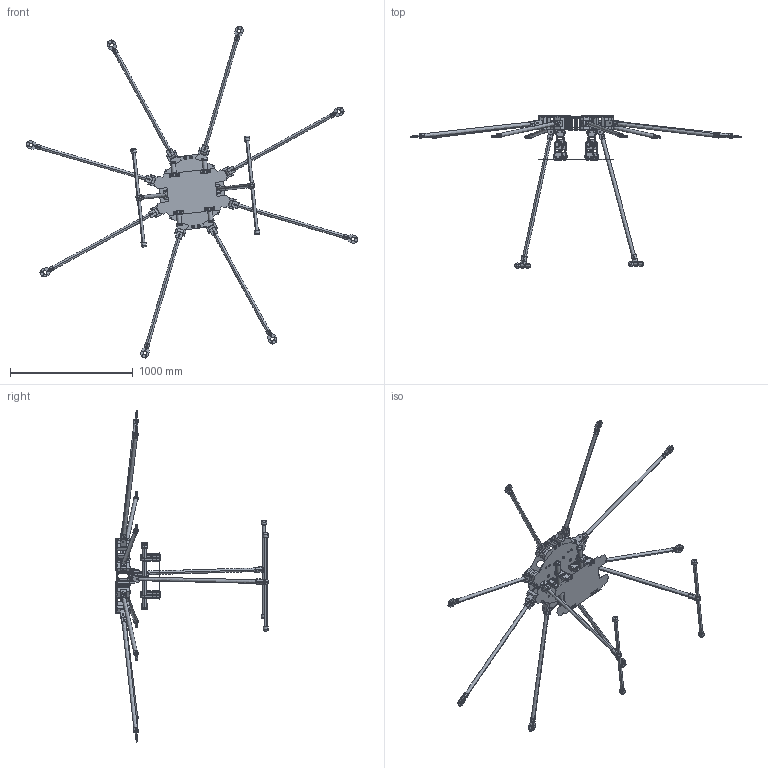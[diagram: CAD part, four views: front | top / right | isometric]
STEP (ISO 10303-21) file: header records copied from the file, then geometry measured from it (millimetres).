
FILE_DESCRIPTION(('FreeCAD Model'),'2;1');
FILE_NAME('Open CASCADE Shape Model','2025-04-27T13:48:32',('FreeCAD'),( 'FreeCAD'),'Open CASCADE STEP processor 7.6','FreeCAD','Unknown');
FILE_SCHEMA(('AUTOMOTIVE_DESIGN { 1 0 10303 214 1 1 1 1 }'));
Products named in the file (1): Open CASCADE STEP translator 7.6 1
Bounding box: 2702.91 x 1242.01 x 2702.91 mm (x, y, z)
Volume: 17572746.9 mm3; surface area: 3971202.9 mm2
Topology: 125 solids, 125 shells, 3748 faces, 9450 edges, 5820 vertices
Faces by surface type: bspline 3748
Entity records: 128308 total; most frequent: CARTESIAN_POINT 73873, ORIENTED_EDGE 18692, EDGE_CURVE 9346, B_SPLINE_CURVE_WITH_KNOTS 5838, VERTEX_POINT 5820, FACE_BOUND 4536, EDGE_LOOP 4536, ADVANCED_FACE 3748
